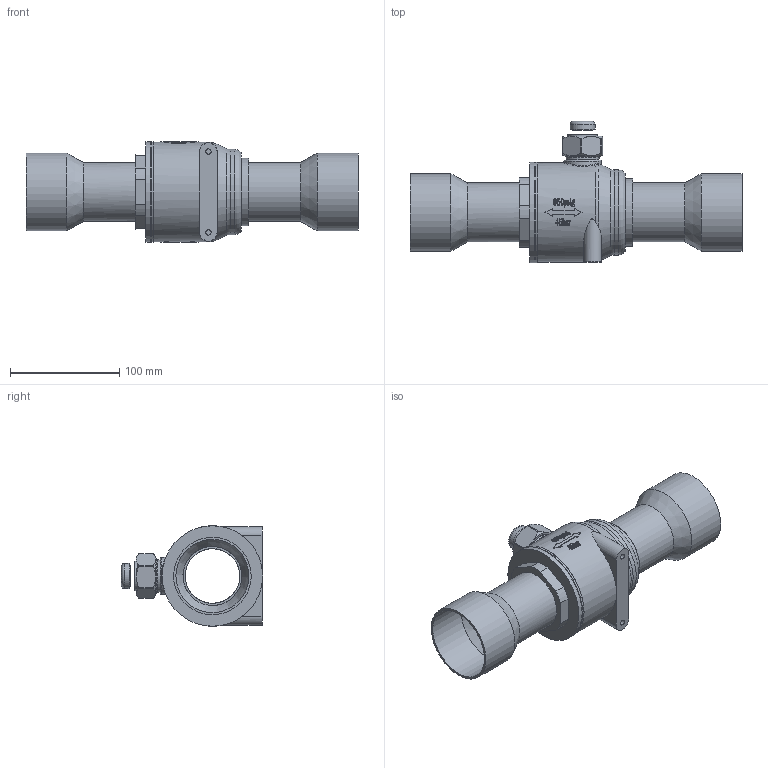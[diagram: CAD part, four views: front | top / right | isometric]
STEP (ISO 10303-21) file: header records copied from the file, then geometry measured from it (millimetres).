
FILE_DESCRIPTION(/* description */ (''),/* implementation_level */ '2;1');
FILE_NAME(/* name */ '009L7036R.stp',/* time_stamp */ '2022-08-08T16:21:02+03:00',/* author */ ('U403152'),/* organization */ (''),/* preprocessor_version */ 'ST-DEVELOPER v18.1',/* originating_system */ 'Autodesk Inventor 2020',/* authorisation */ '');
FILE_SCHEMA (('AUTOMOTIVE_DESIGN { 1 0 10303 214 3 1 1 }'));
Products named in the file (1): Part1
Bounding box: 304 x 129.4 x 92 mm (x, y, z)
Volume: 343367.2 mm3; surface area: 150892.8 mm2
Topology: 1 solids, 3 shells, 420 faces, 1155 edges, 776 vertices
Faces by surface type: bspline 258, plane 71, cylinder 64, cone 21, torus 6
Full cylindrical faces by diameter (mm): 5 x2, 19 x1, 23 x1, 27.3 x1, 30.2 x1, 32 x1, 34 x1, 50 x2, 54 x3, 62 x1, 67 x2, 68 x1, 71 x2, 78 x1, 78.4 x1, 80 x1, 80.5 x1, 84.2 x1, 90.8 x1, 92 x2
Entity records: 61912 total; most frequent: CARTESIAN_POINT 51912, ORIENTED_EDGE 2310, DIRECTION 1455, EDGE_CURVE 1155, VERTEX_POINT 776, AXIS2_PLACEMENT_3D 522, EDGE_LOOP 459, FACE_OUTER_BOUND 420
